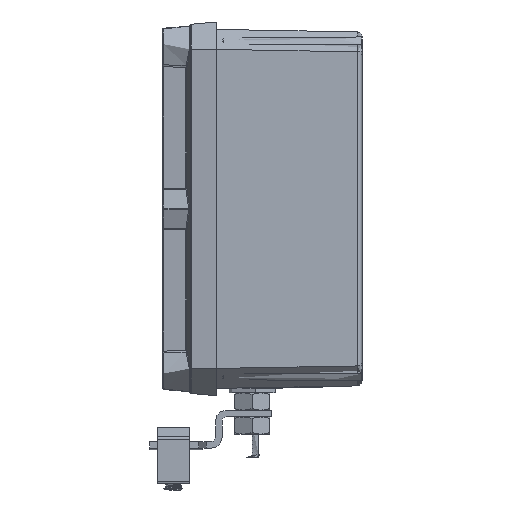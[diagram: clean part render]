
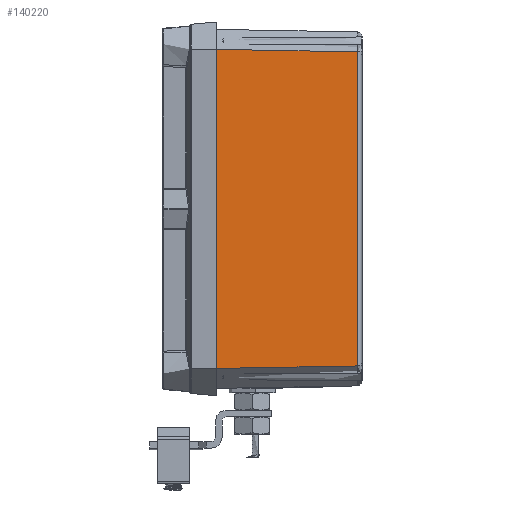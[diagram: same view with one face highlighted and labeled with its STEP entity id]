
A CAD part, left-side view. The second image highlights one B-rep face of the part: STEP entity #140220.
In plain terms, the highlighted planar face has unit normal (-1, -0.018, 0).
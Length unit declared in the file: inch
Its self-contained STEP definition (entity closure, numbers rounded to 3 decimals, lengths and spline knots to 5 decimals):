
#821 = DIRECTION ( 'NONE',  ( -0.017, 1., 0.017 ) ) ;
#7085 = ORIENTED_EDGE ( 'NONE', *, *, #134398, .T. ) ;
#7755 = VERTEX_POINT ( 'NONE', #105204 ) ;
#11508 = CARTESIAN_POINT ( 'NONE',  ( -3.045, -2., 2.2175 ) ) ;
#12251 = VERTEX_POINT ( 'NONE', #151002 ) ;
#16787 = CARTESIAN_POINT ( 'NONE',  ( -3.07991, 0., 2.2175 ) ) ;
#20935 = EDGE_CURVE ( 'NONE', #134328, #147069, #94517, .T. ) ;
#25481 = ORIENTED_EDGE ( 'NONE', *, *, #168926, .T. ) ;
#26125 = CARTESIAN_POINT ( 'NONE',  ( -3.07999, 0.00436, 2.00252 ) ) ;
#42386 = CARTESIAN_POINT ( 'NONE',  ( -3.04607, -1.93859, 1.96754 ) ) ;
#46145 = FACE_OUTER_BOUND ( 'NONE', #157404, .T. ) ;
#54488 = DIRECTION ( 'NONE',  ( -1., -0.017, 0. ) ) ;
#55456 = DIRECTION ( 'NONE',  ( 0.017, -1., 0.017 ) ) ;
#58618 = ORIENTED_EDGE ( 'NONE', *, *, #120631, .T. ) ;
#59999 = LINE ( 'NONE', #26125, #170055 ) ;
#62700 = VECTOR ( 'NONE', #55456, 39.37008 ) ;
#64035 = CARTESIAN_POINT ( 'NONE',  ( -3.07991, 0., -2.00245 ) ) ;
#84218 = ORIENTED_EDGE ( 'NONE', *, *, #20935, .T. ) ;
#84243 = LINE ( 'NONE', #42386, #173163 ) ;
#91764 = PLANE ( 'NONE',  #159706 ) ;
#94517 = LINE ( 'NONE', #16787, #115745 ) ;
#96711 = DIRECTION ( 'NONE',  ( 0., 0., 1. ) ) ;
#105204 = CARTESIAN_POINT ( 'NONE',  ( -3.04607, -1.93859, -1.96861 ) ) ;
#115745 = VECTOR ( 'NONE', #125484, 39.37008 ) ;
#120631 = EDGE_CURVE ( 'NONE', #147069, #7755, #130348, .T. ) ;
#122800 = CARTESIAN_POINT ( 'NONE',  ( -3.04508, -1.99564, -1.96761 ) ) ;
#125484 = DIRECTION ( 'NONE',  ( 0., 0., -1. ) ) ;
#130348 = LINE ( 'NONE', #122800, #62700 ) ;
#134328 = VERTEX_POINT ( 'NONE', #174496 ) ;
#134398 = EDGE_CURVE ( 'NONE', #12251, #134328, #59999, .T. ) ;
#140220 = ADVANCED_FACE ( 'NONE', ( #46145 ), #91764, .T. ) ;
#147069 = VERTEX_POINT ( 'NONE', #64035 ) ;
#151002 = CARTESIAN_POINT ( 'NONE',  ( -3.04607, -1.93859, 1.96861 ) ) ;
#157404 = EDGE_LOOP ( 'NONE', ( #58618, #25481, #7085, #84218 ) ) ;
#159706 = AXIS2_PLACEMENT_3D ( 'NONE', #11508, #54488, #175065 ) ;
#168926 = EDGE_CURVE ( 'NONE', #7755, #12251, #84243, .T. ) ;
#170055 = VECTOR ( 'NONE', #821, 39.37008 ) ;
#173163 = VECTOR ( 'NONE', #96711, 39.37008 ) ;
#174496 = CARTESIAN_POINT ( 'NONE',  ( -3.07991, 0., 2.00245 ) ) ;
#175065 = DIRECTION ( 'NONE',  ( 0.017, -1., 0. ) ) ;
